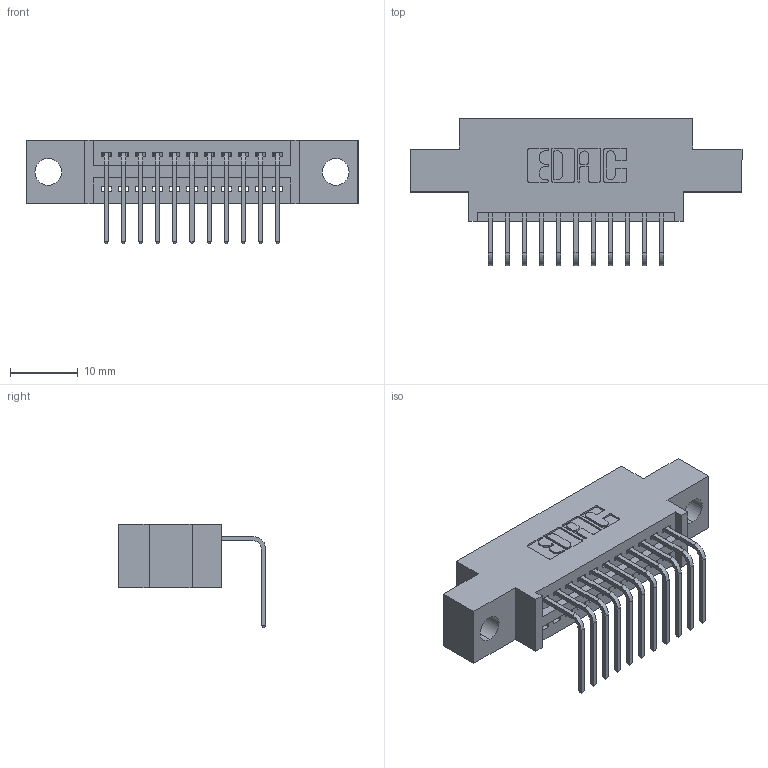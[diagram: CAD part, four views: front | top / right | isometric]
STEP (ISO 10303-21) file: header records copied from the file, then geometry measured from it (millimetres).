
FILE_DESCRIPTION (( 'STEP AP203' ), '1' );
FILE_NAME ('345-011-558-604.STEP', '2018-08-18T00:15:03', ( '' ), ( '' ), 'SwSTEP 2.0', 'SolidWorks 2016', '' );
FILE_SCHEMA (( 'CONFIG_CONTROL_DESIGN' ));
Length unit declared in the file: inch
Products named in the file (3): 345 Part_0.170 Offset - 0.156 Dia-TH; 345-292-001_558 Tail - 2; 345-011-558-604
Assembly tree (12 placements, depth 2):
  345-011-558-604
    345 Part_0.170 Offset - 0.156 Dia-TH
    345-292-001_558 Tail - 2  x11
Bounding box: 49.15 x 21.83 x 15.37 mm (x, y, z)
Volume: 4249.7 mm3; surface area: 5376.8 mm2
Topology: 12 solids, 12 shells, 790 faces, 2355 edges, 1554 vertices
Faces by surface type: plane 546, cylinder 244
Entity records: 12671 total; most frequent: CARTESIAN_POINT 2205, ORIENTED_EDGE 2150, DIRECTION 1969, EDGE_CURVE 1075, LINE 899, VECTOR 899, VERTEX_POINT 714, AXIS2_PLACEMENT_3D 535
